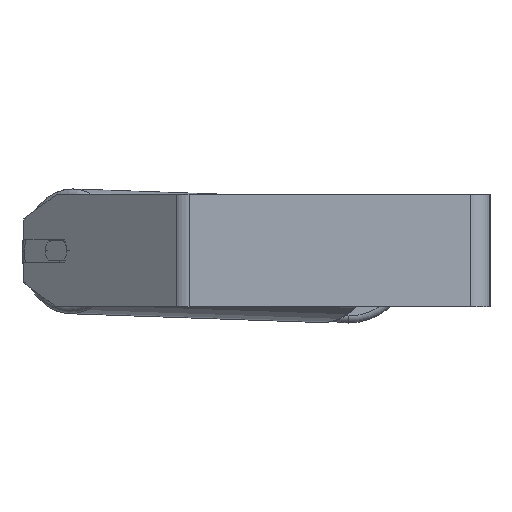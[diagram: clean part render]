
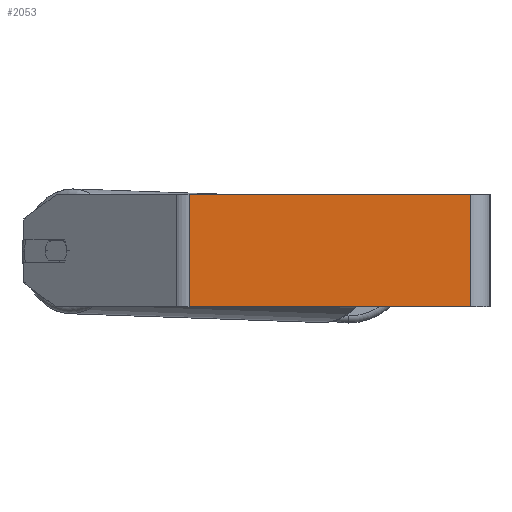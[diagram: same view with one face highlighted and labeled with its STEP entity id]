
A CAD part, left-side view. The second image highlights one B-rep face of the part: STEP entity #2053.
In plain terms, the highlighted planar face has unit normal (-1, 0, 0).
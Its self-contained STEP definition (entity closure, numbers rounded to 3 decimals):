
#346 = VECTOR ( 'NONE', #1260, 1000. ) ;
#429 = ORIENTED_EDGE ( 'NONE', *, *, #8015, .F. ) ;
#714 = CARTESIAN_POINT ( 'NONE',  ( -490., 219.633, 40. ) ) ;
#1074 = CARTESIAN_POINT ( 'NONE',  ( -490., 14., -40. ) ) ;
#1260 = DIRECTION ( 'NONE',  ( 0., -1., 0. ) ) ;
#1338 = CARTESIAN_POINT ( 'NONE',  ( -490., 214.538, 40. ) ) ;
#1350 = EDGE_LOOP ( 'NONE', ( #5163, #429, #8201, #2767 ) ) ;
#1429 = CARTESIAN_POINT ( 'NONE',  ( -490., 14., 40. ) ) ;
#1826 = CARTESIAN_POINT ( 'NONE',  ( -490., 14., 40. ) ) ;
#1897 = AXIS2_PLACEMENT_3D ( 'NONE', #3858, #1911, #7847 ) ;
#1911 = DIRECTION ( 'NONE',  ( 1., 0., 0. ) ) ;
#2053 = ADVANCED_FACE ( 'NONE', ( #5145 ), #3210, .F. ) ;
#2054 = VERTEX_POINT ( 'NONE', #1074 ) ;
#2133 = VERTEX_POINT ( 'NONE', #1338 ) ;
#2578 = LINE ( 'NONE', #8609, #346 ) ;
#2767 = ORIENTED_EDGE ( 'NONE', *, *, #5218, .T. ) ;
#3210 = PLANE ( 'NONE',  #1897 ) ;
#3359 = EDGE_CURVE ( 'NONE', #2133, #5396, #4129, .T. ) ;
#3858 = CARTESIAN_POINT ( 'NONE',  ( -490., 219.633, 40. ) ) ;
#4129 = LINE ( 'NONE', #714, #4988 ) ;
#4478 = DIRECTION ( 'NONE',  ( 0., 0., -1. ) ) ;
#4744 = DIRECTION ( 'NONE',  ( 0., -1., 0. ) ) ;
#4813 = EDGE_CURVE ( 'NONE', #7545, #2054, #2578, .T. ) ;
#4988 = VECTOR ( 'NONE', #4744, 1000. ) ;
#5145 = FACE_OUTER_BOUND ( 'NONE', #1350, .T. ) ;
#5163 = ORIENTED_EDGE ( 'NONE', *, *, #4813, .T. ) ;
#5218 = EDGE_CURVE ( 'NONE', #2133, #7545, #7843, .T. ) ;
#5396 = VERTEX_POINT ( 'NONE', #1429 ) ;
#5610 = VECTOR ( 'NONE', #7184, 1000. ) ;
#5725 = VECTOR ( 'NONE', #4478, 1000. ) ;
#5801 = LINE ( 'NONE', #1826, #5610 ) ;
#7184 = DIRECTION ( 'NONE',  ( 0., 0., -1. ) ) ;
#7545 = VERTEX_POINT ( 'NONE', #7903 ) ;
#7843 = LINE ( 'NONE', #8555, #5725 ) ;
#7847 = DIRECTION ( 'NONE',  ( 0., 0., -1. ) ) ;
#7903 = CARTESIAN_POINT ( 'NONE',  ( -490., 214.538, -40. ) ) ;
#8015 = EDGE_CURVE ( 'NONE', #5396, #2054, #5801, .T. ) ;
#8201 = ORIENTED_EDGE ( 'NONE', *, *, #3359, .F. ) ;
#8555 = CARTESIAN_POINT ( 'NONE',  ( -490., 214.538, 40. ) ) ;
#8609 = CARTESIAN_POINT ( 'NONE',  ( -490., 219.633, -40. ) ) ;
